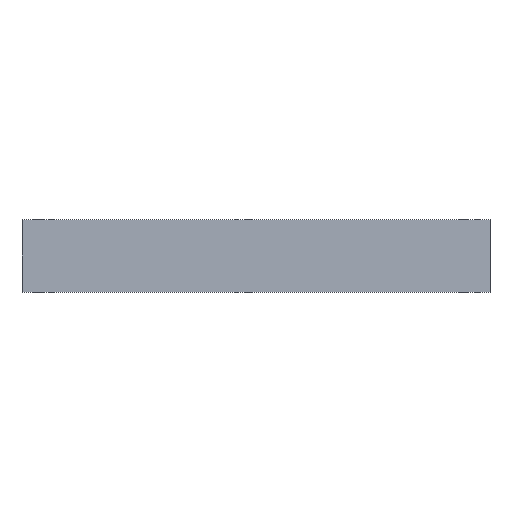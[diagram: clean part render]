
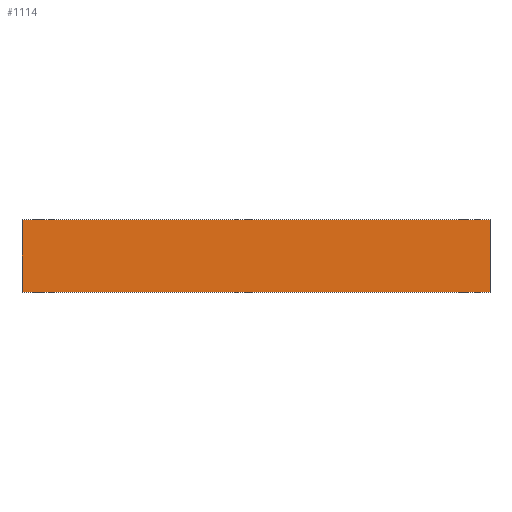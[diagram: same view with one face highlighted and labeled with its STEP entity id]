
A CAD part, left-side view. The second image highlights one B-rep face of the part: STEP entity #1114.
In plain terms, the highlighted planar face has unit normal (-0.999, 0, 0.052).
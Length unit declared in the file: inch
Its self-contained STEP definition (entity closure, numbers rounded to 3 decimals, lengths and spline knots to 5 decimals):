
#1110 = EDGE_CURVE ( 'NONE', #1174, #1176, #2893, .T. ) ;
#1111 = ORIENTED_EDGE ( 'NONE', *, *, #1177, .F. ) ;
#1113 = EDGE_LOOP ( 'NONE', ( #1115, #1111, #1173, #1172 ) ) ;
#1114 = ADVANCED_FACE ( 'NONE', ( #2892 ), #2942, .T. ) ;
#1115 = ORIENTED_EDGE ( 'NONE', *, *, #1116, .F. ) ;
#1116 = EDGE_CURVE ( 'NONE', #1120, #1121, #2941, .T. ) ;
#1120 = VERTEX_POINT ( 'NONE', #2970 ) ;
#1121 = VERTEX_POINT ( 'NONE', #2968 ) ;
#1170 = EDGE_CURVE ( 'NONE', #1176, #1121, #2979, .T. ) ;
#1172 = ORIENTED_EDGE ( 'NONE', *, *, #1170, .T. ) ;
#1173 = ORIENTED_EDGE ( 'NONE', *, *, #1110, .T. ) ;
#1174 = VERTEX_POINT ( 'NONE', #2986 ) ;
#1176 = VERTEX_POINT ( 'NONE', #2952 ) ;
#1177 = EDGE_CURVE ( 'NONE', #1174, #1120, #3035, .T. ) ;
#2857 = AXIS2_PLACEMENT_3D ( 'NONE', #2891, #2940, #2939 ) ;
#2888 = DIRECTION ( 'NONE',  ( 0.052, 0., 0.999 ) ) ;
#2889 = VECTOR ( 'NONE', #2888, 39.37008 ) ;
#2890 = CARTESIAN_POINT ( 'NONE',  ( -1.81362, -4.39, 0. ) ) ;
#2891 = CARTESIAN_POINT ( 'NONE',  ( -1.81362, -4.39, 0. ) ) ;
#2892 = FACE_OUTER_BOUND ( 'NONE', #1113, .T. ) ;
#2893 = LINE ( 'NONE', #2890, #2889 ) ;
#2936 = DIRECTION ( 'NONE',  ( 0.052, 0., 0.999 ) ) ;
#2937 = VECTOR ( 'NONE', #2936, 39.37008 ) ;
#2938 = CARTESIAN_POINT ( 'NONE',  ( -1.81362, 0., 0. ) ) ;
#2939 = DIRECTION ( 'NONE',  ( 0.052, 0., 0.999 ) ) ;
#2940 = DIRECTION ( 'NONE',  ( -0.999, 0., 0.052 ) ) ;
#2941 = LINE ( 'NONE', #2938, #2937 ) ;
#2942 = PLANE ( 'NONE',  #2857 ) ;
#2952 = CARTESIAN_POINT ( 'NONE',  ( -1.77777, -4.39, 0.684 ) ) ;
#2968 = CARTESIAN_POINT ( 'NONE',  ( -1.77777, 0., 0.684 ) ) ;
#2970 = CARTESIAN_POINT ( 'NONE',  ( -1.81362, 0., 0. ) ) ;
#2976 = DIRECTION ( 'NONE',  ( 0., 1., 0. ) ) ;
#2977 = VECTOR ( 'NONE', #2976, 39.37008 ) ;
#2978 = CARTESIAN_POINT ( 'NONE',  ( -1.77777, -4.39, 0.684 ) ) ;
#2979 = LINE ( 'NONE', #2978, #2977 ) ;
#2986 = CARTESIAN_POINT ( 'NONE',  ( -1.81362, -4.39, 0. ) ) ;
#3032 = DIRECTION ( 'NONE',  ( 0., 1., 0. ) ) ;
#3033 = VECTOR ( 'NONE', #3032, 39.37008 ) ;
#3034 = CARTESIAN_POINT ( 'NONE',  ( -1.81362, -4.39, 0. ) ) ;
#3035 = LINE ( 'NONE', #3034, #3033 ) ;
